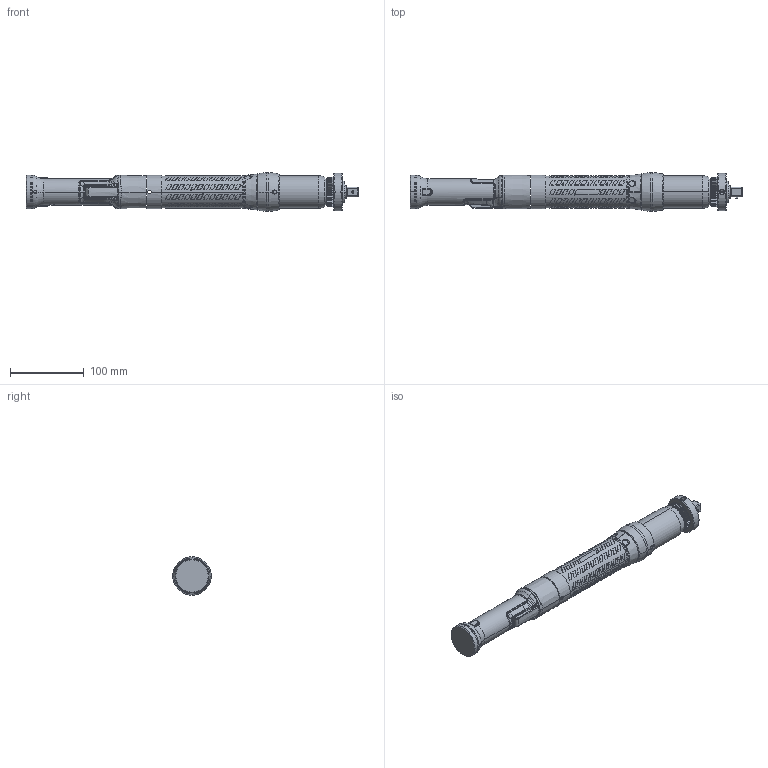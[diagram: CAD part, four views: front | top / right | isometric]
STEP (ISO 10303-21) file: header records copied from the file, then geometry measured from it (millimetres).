
FILE_DESCRIPTION((''),'2;1');
FILE_NAME('50ESN85JD4_SW0001','2018-11-27T',('A1X81'),(''),'CREO PARAMETRIC BY PTC INC, 2016050','CREO PARAMETRIC BY PTC INC, 2016050','');
FILE_SCHEMA(('CONFIG_CONTROL_DESIGN'));
Products named in the file (1): 50ESN85JD4_SW0001
Bounding box: 449.25 x 52 x 52 mm (x, y, z)
Surface area: 84401.1 mm2 (no closed solid volume)
Topology: 0 solids, 365 shells, 1548 faces, 5764 edges, 4542 vertices
Faces by surface type: bspline 747, cylinder 373, extrusion 176, plane 156, torus 48, cone 46, sphere 2
Entity records: 94451 total; most frequent: CARTESIAN_POINT 55688, ORIENTED_EDGE 7442, DIRECTION 5768, EDGE_CURVE 5760, VERTEX_POINT 4542, B_SPLINE_CURVE_WITH_KNOTS 3065, AXIS2_PLACEMENT_3D 2096, VECTOR 1576
